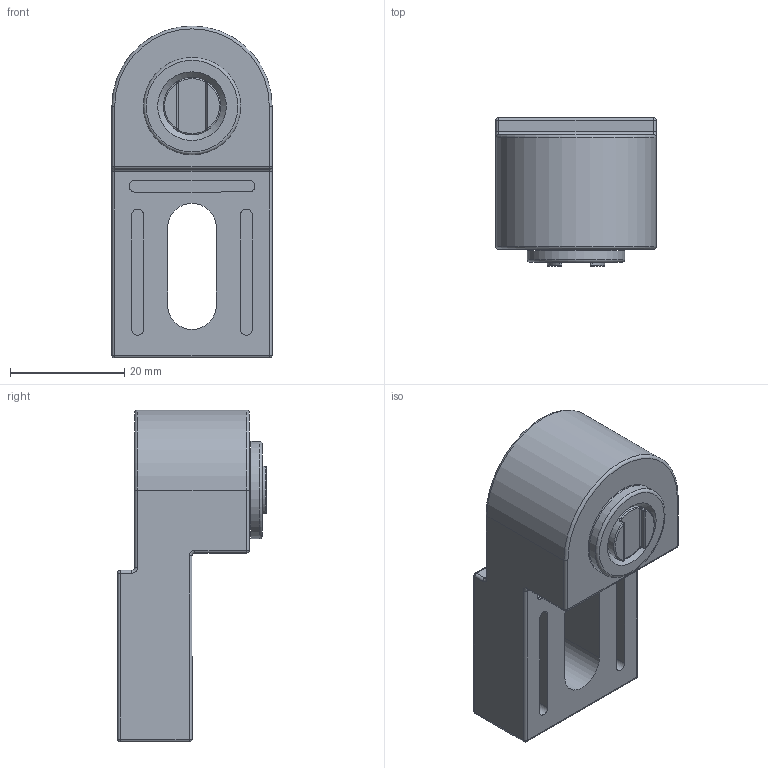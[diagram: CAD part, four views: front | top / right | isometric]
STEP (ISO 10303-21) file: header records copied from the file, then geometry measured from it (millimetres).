
FILE_DESCRIPTION((''),'2;1');
FILE_NAME('624532.ipt.stp','2010-09-05T12:23:08',(''),(''),'Autodesk Inventor 2010','Autodesk Inventor 2010','');
FILE_SCHEMA(('AUTOMOTIVE_DESIGN { 1 0 10303 214 1 1 1 1 }'));
Length unit declared in the file: millimetre
Products named in the file (1): 624532
Bounding box: 28 x 26 x 58 mm (x, y, z)
Volume: 19904 mm3; surface area: 10331.2 mm2
Topology: 3 solids, 3 shells, 133 faces, 284 edges, 159 vertices
Faces by surface type: cylinder 51, plane 42, torus 12, sphere 12, bspline 9, cone 7
Full cylindrical faces by diameter (mm): 10 x2, 13 x7, 17 x1
Entity records: 3738 total; most frequent: CARTESIAN_POINT 791, DIRECTION 624, ORIENTED_EDGE 496, AXIS2_PLACEMENT_3D 259, EDGE_CURVE 248, EDGE_LOOP 174, VERTEX_POINT 158, STYLED_ITEM 136
